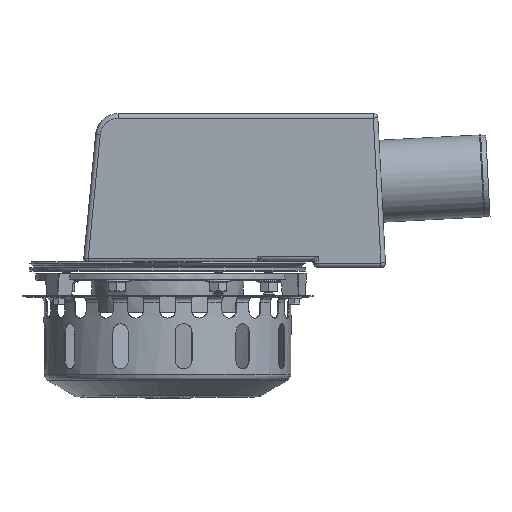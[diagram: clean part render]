
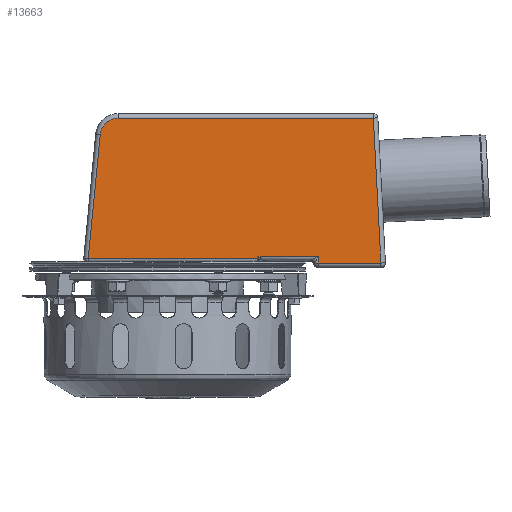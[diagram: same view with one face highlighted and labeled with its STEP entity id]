
A CAD part, top view. The second image highlights one B-rep face of the part: STEP entity #13663.
In plain terms, the highlighted planar face has unit normal (0, 0, 1).
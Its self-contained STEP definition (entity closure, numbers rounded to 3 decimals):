
#570=B_SPLINE_CURVE_WITH_KNOTS('',3,(#33104,#33105,#33106,#33107,#33108,
#33109),.UNSPECIFIED.,.F.,.F.,(4,1,1,4),(-0.324,-0.231,
-0.185,0.),.UNSPECIFIED.);
#571=B_SPLINE_CURVE_WITH_KNOTS('',3,(#33111,#33112,#33113,#33114,#33115,
#33116),.UNSPECIFIED.,.F.,.F.,(4,2,4),(-0.008,0.,1.706),
 .UNSPECIFIED.);
#1002=PLANE('',#16975);
#2276=FACE_OUTER_BOUND('',#3266,.T.);
#3266=EDGE_LOOP('',(#11875,#11876,#11877,#11878,#11879,#11880,#11881,#11882,
#11883,#11884));
#4201=CIRCLE('',#16974,16.);
#5559=VERTEX_POINT('',#33090);
#5562=VERTEX_POINT('',#33095);
#5563=VERTEX_POINT('',#33099);
#5564=VERTEX_POINT('',#33101);
#5565=VERTEX_POINT('',#33103);
#5566=VERTEX_POINT('',#33110);
#5567=VERTEX_POINT('',#33117);
#5568=VERTEX_POINT('',#33119);
#5569=VERTEX_POINT('',#33121);
#5570=VERTEX_POINT('',#33123);
#7701=EDGE_CURVE('',#5562,#5559,#4201,.T.);
#7702=EDGE_CURVE('',#5563,#5562,#14598,.T.);
#7703=EDGE_CURVE('',#5564,#5563,#14599,.T.);
#7704=EDGE_CURVE('',#5565,#5564,#570,.T.);
#7705=EDGE_CURVE('',#5566,#5565,#571,.T.);
#7706=EDGE_CURVE('',#5567,#5566,#14600,.T.);
#7707=EDGE_CURVE('',#5568,#5567,#14601,.T.);
#7708=EDGE_CURVE('',#5569,#5568,#14602,.T.);
#7709=EDGE_CURVE('',#5570,#5569,#14603,.T.);
#7710=EDGE_CURVE('',#5559,#5570,#14604,.T.);
#11875=ORIENTED_EDGE('',*,*,#7701,.F.);
#11876=ORIENTED_EDGE('',*,*,#7702,.F.);
#11877=ORIENTED_EDGE('',*,*,#7703,.F.);
#11878=ORIENTED_EDGE('',*,*,#7704,.F.);
#11879=ORIENTED_EDGE('',*,*,#7705,.F.);
#11880=ORIENTED_EDGE('',*,*,#7706,.F.);
#11881=ORIENTED_EDGE('',*,*,#7707,.F.);
#11882=ORIENTED_EDGE('',*,*,#7708,.F.);
#11883=ORIENTED_EDGE('',*,*,#7709,.F.);
#11884=ORIENTED_EDGE('',*,*,#7710,.F.);
#13663=ADVANCED_FACE('',(#2276),#1002,.T.);
#14598=LINE('',#33100,#15430);
#14599=LINE('',#33102,#15431);
#14600=LINE('',#33118,#15432);
#14601=LINE('',#33120,#15433);
#14602=LINE('',#33122,#15434);
#14603=LINE('',#33124,#15435);
#14604=LINE('',#33125,#15436);
#15430=VECTOR('',#20829,1.);
#15431=VECTOR('',#20830,1.);
#15432=VECTOR('',#20831,4.);
#15433=VECTOR('',#20832,1.);
#15434=VECTOR('',#20833,1.);
#15435=VECTOR('',#20834,1.);
#15436=VECTOR('',#20835,1.);
#16974=AXIS2_PLACEMENT_3D('',#33097,#20825,#20826);
#16975=AXIS2_PLACEMENT_3D('',#33098,#20827,#20828);
#20825=DIRECTION('center_axis',(0.,0.,
-1.));
#20826=DIRECTION('ref_axis',(-0.815,0.58,0.));
#20827=DIRECTION('center_axis',(0.,0.,
1.));
#20828=DIRECTION('ref_axis',(0.,-1.,0.));
#20829=DIRECTION('',(0.096,0.995,0.));
#20830=DIRECTION('',(-1.,0.,0.));
#20831=DIRECTION('',(-1.,0.,0.));
#20832=DIRECTION('',(0.,1.,0.));
#20833=DIRECTION('',(-1.,0.,0.));
#20834=DIRECTION('',(0.052,-0.999,0.));
#20835=DIRECTION('',(1.,0.,0.));
#33090=CARTESIAN_POINT('',(-43.968,66.,75.));
#33095=CARTESIAN_POINT('',(-59.894,51.542,75.));
#33097=CARTESIAN_POINT('Origin',(-43.968,50.,75.));
#33098=CARTESIAN_POINT('Origin',(-63.351,5.693,75.));
#33099=CARTESIAN_POINT('',(-70.594,-59.,75.));
#33100=CARTESIAN_POINT('',(-67.09,-22.798,75.));
#33101=CARTESIAN_POINT('',(80.087,-59.,75.));
#33102=CARTESIAN_POINT('',(94.268,-59.,75.));
#33103=CARTESIAN_POINT('',(80.171,-58.688,75.));
#33104=CARTESIAN_POINT('Ctrl Pts',(80.171,-58.688,75.));
#33105=CARTESIAN_POINT('Ctrl Pts',(80.166,-58.718,75.));
#33106=CARTESIAN_POINT('Ctrl Pts',(80.155,-58.763,75.));
#33107=CARTESIAN_POINT('Ctrl Pts',(80.128,-58.867,75.));
#33108=CARTESIAN_POINT('Ctrl Pts',(80.105,-58.941,75.));
#33109=CARTESIAN_POINT('Ctrl Pts',(80.087,-59.,75.));
#33110=CARTESIAN_POINT('',(80.467,-57.,75.));
#33111=CARTESIAN_POINT('Ctrl Pts',(80.467,-57.,75.));
#33112=CARTESIAN_POINT('Ctrl Pts',(80.467,-57.003,75.));
#33113=CARTESIAN_POINT('Ctrl Pts',(80.466,-57.005,75.));
#33114=CARTESIAN_POINT('Ctrl Pts',(80.37,-57.568,75.));
#33115=CARTESIAN_POINT('Ctrl Pts',(80.274,-58.129,75.));
#33116=CARTESIAN_POINT('Ctrl Pts',(80.171,-58.688,75.));
#33117=CARTESIAN_POINT('',(134.,-57.,75.));
#33118=CARTESIAN_POINT('',(110.,-57.,75.));
#33119=CARTESIAN_POINT('',(134.,-63.,75.));
#33120=CARTESIAN_POINT('',(134.,-62.907,75.));
#33121=CARTESIAN_POINT('',(189.837,-63.,75.));
#33122=CARTESIAN_POINT('',(125.651,-63.,75.));
#33123=CARTESIAN_POINT('',(183.076,66.,75.));
#33124=CARTESIAN_POINT('',(184.6,36.916,75.));
#33125=CARTESIAN_POINT('',(1.485,66.,75.));
